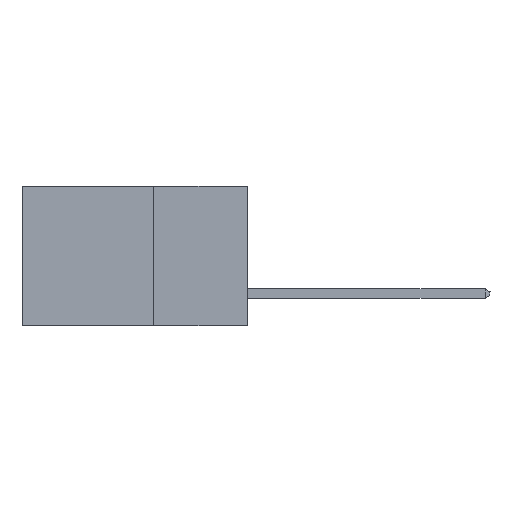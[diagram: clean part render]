
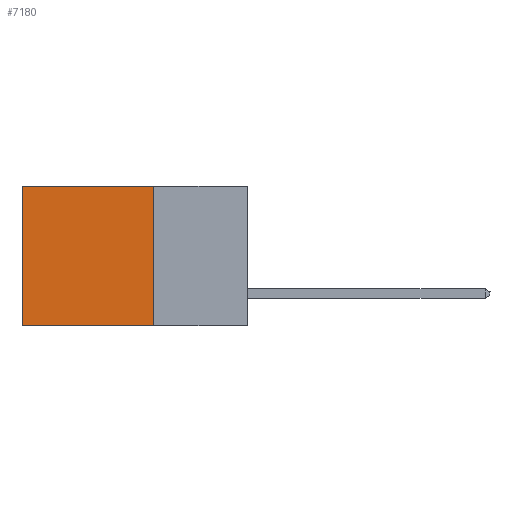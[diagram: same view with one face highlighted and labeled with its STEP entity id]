
A CAD part, left-side view. The second image highlights one B-rep face of the part: STEP entity #7180.
In plain terms, the highlighted planar face has unit normal (-1, 0, 0).
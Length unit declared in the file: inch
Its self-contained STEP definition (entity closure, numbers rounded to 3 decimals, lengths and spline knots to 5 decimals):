
#587 = DIRECTION ( 'NONE',  ( 0., 1., 0. ) ) ;
#626 = ORIENTED_EDGE ( 'NONE', *, *, #12155, .F. ) ;
#1186 = DIRECTION ( 'NONE',  ( 0., 0., -1. ) ) ;
#2051 = DIRECTION ( 'NONE',  ( 0., 1., 0. ) ) ;
#2145 = EDGE_CURVE ( 'NONE', #5681, #12653, #15467, .T. ) ;
#2556 = VECTOR ( 'NONE', #6901, 39.37008 ) ;
#3051 = CARTESIAN_POINT ( 'NONE',  ( 0.2615, 0.25, -0.37 ) ) ;
#3876 = VECTOR ( 'NONE', #15056, 39.37008 ) ;
#5025 = EDGE_LOOP ( 'NONE', ( #10834, #8118, #626, #14846 ) ) ;
#5575 = AXIS2_PLACEMENT_3D ( 'NONE', #9531, #11965, #1186 ) ;
#5681 = VERTEX_POINT ( 'NONE', #3051 ) ;
#6086 = EDGE_CURVE ( 'NONE', #12116, #12653, #10528, .T. ) ;
#6825 = CARTESIAN_POINT ( 'NONE',  ( 0.2615, 0.6, -0.37 ) ) ;
#6901 = DIRECTION ( 'NONE',  ( 0., 0., -1. ) ) ;
#6910 = CARTESIAN_POINT ( 'NONE',  ( 0.2615, 0.6, 0. ) ) ;
#7165 = PLANE ( 'NONE',  #5575 ) ;
#7180 = ADVANCED_FACE ( 'NONE', ( #14360 ), #7165, .F. ) ;
#7851 = VECTOR ( 'NONE', #587, 39.37008 ) ;
#7892 = LINE ( 'NONE', #12626, #7851 ) ;
#8118 = ORIENTED_EDGE ( 'NONE', *, *, #2145, .F. ) ;
#8143 = EDGE_CURVE ( 'NONE', #13038, #12116, #7892, .T. ) ;
#9136 = CARTESIAN_POINT ( 'NONE',  ( 0.2615, 0.25, -0.37 ) ) ;
#9396 = VECTOR ( 'NONE', #2051, 39.37008 ) ;
#9531 = CARTESIAN_POINT ( 'NONE',  ( 0.2615, 0.25, -0.37 ) ) ;
#10528 = LINE ( 'NONE', #6825, #2556 ) ;
#10834 = ORIENTED_EDGE ( 'NONE', *, *, #6086, .T. ) ;
#11560 = CARTESIAN_POINT ( 'NONE',  ( 0.2615, 0.25, -0.37 ) ) ;
#11965 = DIRECTION ( 'NONE',  ( 1., 0., 0. ) ) ;
#12116 = VERTEX_POINT ( 'NONE', #6910 ) ;
#12155 = EDGE_CURVE ( 'NONE', #13038, #5681, #12670, .T. ) ;
#12626 = CARTESIAN_POINT ( 'NONE',  ( 0.2615, 0.25, 0. ) ) ;
#12653 = VERTEX_POINT ( 'NONE', #14694 ) ;
#12670 = LINE ( 'NONE', #11560, #3876 ) ;
#13038 = VERTEX_POINT ( 'NONE', #14187 ) ;
#14187 = CARTESIAN_POINT ( 'NONE',  ( 0.2615, 0.25, 0. ) ) ;
#14360 = FACE_OUTER_BOUND ( 'NONE', #5025, .T. ) ;
#14694 = CARTESIAN_POINT ( 'NONE',  ( 0.2615, 0.6, -0.37 ) ) ;
#14846 = ORIENTED_EDGE ( 'NONE', *, *, #8143, .T. ) ;
#15056 = DIRECTION ( 'NONE',  ( 0., 0., -1. ) ) ;
#15467 = LINE ( 'NONE', #9136, #9396 ) ;
